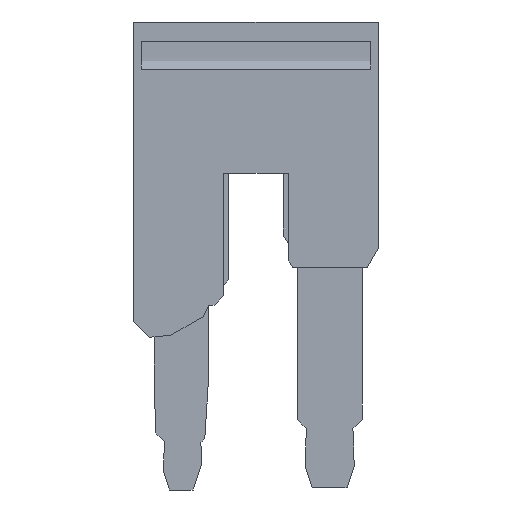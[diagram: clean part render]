
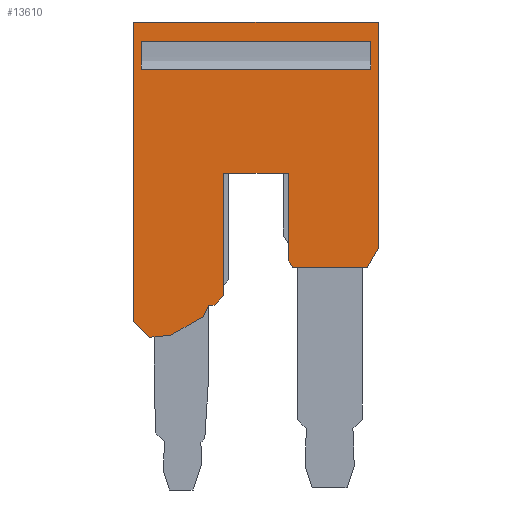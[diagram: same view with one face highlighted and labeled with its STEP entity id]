
A CAD part, front view. The second image highlights one B-rep face of the part: STEP entity #13610.
In plain terms, the highlighted face is planar.
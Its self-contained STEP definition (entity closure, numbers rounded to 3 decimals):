
#670=CARTESIAN_POINT('',(2.407,-5.485,
53.36));
#680=VERTEX_POINT('',#670);
#710=CARTESIAN_POINT('',(2.407,-5.485,47.075));
#720=DIRECTION('',(0.,0.,-1.));
#730=VECTOR('',#720,1.);
#740=LINE('',#710,#730);
#750=CARTESIAN_POINT('',(2.407,-5.485,
59.41));
#760=VERTEX_POINT('',#750);
#770=EDGE_CURVE('',#760,#680,#740,.T.);
#1780=CARTESIAN_POINT('',(2.407,-17.859,
52.46));
#1790=VERTEX_POINT('',#1780);
#1820=CARTESIAN_POINT('',(2.407,-23.244,47.075))
;
#1830=DIRECTION('',(0.,-0.707,-0.707));
#1840=VECTOR('',#1830,1.);
#1850=LINE('',#1820,#1840);
#1860=CARTESIAN_POINT('',(2.407,-16.959,
53.36));
#1870=VERTEX_POINT('',#1860);
#1880=EDGE_CURVE('',#1870,#1790,#1850,.T.);
#2150=CARTESIAN_POINT('',(2.407,4.275,
67.135));
#2160=VERTEX_POINT('',#2150);
#2320=CARTESIAN_POINT('',(2.407,6.89,
67.135));
#2330=VERTEX_POINT('',#2320);
#2360=CARTESIAN_POINT('',(2.407,-12.305,67.135))
;
#2370=DIRECTION('',(0.,1.,0.));
#2380=VECTOR('',#2370,1.);
#2390=LINE('',#2360,#2380);
#2400=EDGE_CURVE('',#2160,#2330,#2390,.T.);
#2610=CARTESIAN_POINT('',(2.407,8.69,
44.935));
#2620=VERTEX_POINT('',#2610);
#2670=CARTESIAN_POINT('',(2.407,-12.305,44.935))
;
#2680=DIRECTION('',(0.,-1.,0.));
#2690=VECTOR('',#2680,1.);
#2700=LINE('',#2670,#2690);
#2710=CARTESIAN_POINT('',(2.407,-19.349,
44.935));
#2720=VERTEX_POINT('',#2710);
#2730=EDGE_CURVE('',#2620,#2720,#2700,.T.);
#4500=CARTESIAN_POINT('',(2.407,-12.305,53.36))
;
#4510=DIRECTION('',(0.,-1.,0.));
#4520=VECTOR('',#4510,1.);
#4530=LINE('',#4500,#4520);
#4540=EDGE_CURVE('',#680,#1870,#4530,.T.);
#5630=CARTESIAN_POINT('',(2.407,6.89,
45.635));
#5640=VERTEX_POINT('',#5630);
#5670=CARTESIAN_POINT('',(2.407,6.89,47.075));
#5680=DIRECTION('',(0.,0.,-1.));
#5690=VECTOR('',#5680,1.);
#5700=LINE('',#5670,#5690);
#5710=EDGE_CURVE('',#2330,#5640,#5700,.T.);
#7490=CARTESIAN_POINT('',(2.407,-12.518,
67.835));
#7500=VERTEX_POINT('',#7490);
#7530=CARTESIAN_POINT('',(2.407,-12.305,67.835))
;
#7540=DIRECTION('',(0.,1.,0.));
#7550=VECTOR('',#7540,1.);
#7560=LINE('',#7530,#7550);
#7570=CARTESIAN_POINT('',(2.407,8.69,
67.835));
#7580=VERTEX_POINT('',#7570);
#7590=EDGE_CURVE('',#7500,#7580,#7560,.T.);
#7860=CARTESIAN_POINT('',(2.407,4.275,
45.635));
#7870=VERTEX_POINT('',#7860);
#7900=CARTESIAN_POINT('',(2.407,-12.305,45.635))
;
#7910=DIRECTION('',(0.,-1.,0.));
#7920=VECTOR('',#7910,1.);
#7930=LINE('',#7900,#7920);
#7940=EDGE_CURVE('',#5640,#7870,#7930,.T.);
#8550=CARTESIAN_POINT('',(2.407,-17.859,
51.935));
#8560=VERTEX_POINT('',#8550);
#8730=CARTESIAN_POINT('',(2.407,-18.9,
51.458));
#8740=VERTEX_POINT('',#8730);
#8770=CARTESIAN_POINT('',(2.407,-12.305,54.481))
;
#8780=DIRECTION('',(0.,0.909,0.417));
#8790=VECTOR('',#8780,1.);
#8800=LINE('',#8770,#8790);
#8810=EDGE_CURVE('',#8740,#8560,#8800,.T.);
#9560=CARTESIAN_POINT('',(2.407,-17.859,47.075))
;
#9570=DIRECTION('',(0.,0.,1.));
#9580=VECTOR('',#9570,1.);
#9590=LINE('',#9560,#9580);
#9600=EDGE_CURVE('',#8560,#1790,#9590,.T.);
#9900=CARTESIAN_POINT('',(2.407,-20.67,
48.393));
#9910=VERTEX_POINT('',#9900);
#9940=CARTESIAN_POINT('',(2.407,-21.431,47.075))
;
#9950=DIRECTION('',(0.,0.5,0.866));
#9960=VECTOR('',#9950,1.);
#9970=LINE('',#9940,#9960);
#9980=EDGE_CURVE('',#9910,#8740,#9970,.T.);
#10160=CARTESIAN_POINT('',(2.407,8.69,47.075))
;
#10170=DIRECTION('',(0.,0.,1.));
#10180=VECTOR('',#10170,1.);
#10190=LINE('',#10160,#10180);
#10200=EDGE_CURVE('',#2620,#7580,#10190,.T.);
#10640=CARTESIAN_POINT('',(2.407,-12.305,59.41)
);
#10650=DIRECTION('',(0.,1.,0.));
#10660=VECTOR('',#10650,1.);
#10670=LINE('',#10640,#10660);
#10680=CARTESIAN_POINT('',(2.407,-13.601,
59.41));
#10690=VERTEX_POINT('',#10680);
#10700=EDGE_CURVE('',#10690,#760,#10670,.T.);
#11130=CARTESIAN_POINT('',(2.407,4.275,47.075))
;
#11140=DIRECTION('',(0.,0.,1.));
#11150=VECTOR('',#11140,1.);
#11160=LINE('',#11130,#11150);
#11170=EDGE_CURVE('',#7870,#2160,#11160,.T.);
#11980=CARTESIAN_POINT('',(2.407,-14.31,
66.8));
#11990=VERTEX_POINT('',#11980);
#12140=CARTESIAN_POINT('',(2.407,-14.31,
59.82));
#12150=VERTEX_POINT('',#12140);
#12180=CARTESIAN_POINT('',(2.407,-14.31,47.075)
);
#12190=DIRECTION('',(0.,0.,1.));
#12200=VECTOR('',#12190,1.);
#12210=LINE('',#12180,#12200);
#12220=EDGE_CURVE('',#12150,#11990,#12210,.T.);
#13000=CARTESIAN_POINT('',(2.407,-12.305,58.662)
);
#13010=DIRECTION('',(0.,0.866,-0.5));
#13020=VECTOR('',#13010,1.);
#13030=LINE('',#13000,#13020);
#13040=EDGE_CURVE('',#12150,#10690,#13030,.T.);
#13160=CARTESIAN_POINT('',(2.407,1.043,
49.692));
#13170=DIRECTION('',(-1.,0.,0.));
#13180=DIRECTION('',(0.,-1.,0.));
#13190=AXIS2_PLACEMENT_3D('',#13160,#13170,#13180);
#13200=PLANE('',#13190);
#13210=ORIENTED_EDGE('',*,*,#12220,.T.);
#13220=ORIENTED_EDGE('',*,*,#13040,.F.);
#13230=ORIENTED_EDGE('',*,*,#10700,.F.);
#13240=ORIENTED_EDGE('',*,*,#770,.F.);
#13250=ORIENTED_EDGE('',*,*,#4540,.F.);
#13260=ORIENTED_EDGE('',*,*,#1880,.F.);
#13270=ORIENTED_EDGE('',*,*,#9600,.T.);
#13280=ORIENTED_EDGE('',*,*,#8810,.T.);
#13290=ORIENTED_EDGE('',*,*,#9980,.T.);
#13300=CARTESIAN_POINT('',(2.407,-20.79,47.075)
);
#13310=DIRECTION('',(0.,0.091,0.996));
#13320=VECTOR('',#13310,1.);
#13330=LINE('',#13300,#13320);
#13340=CARTESIAN_POINT('',(2.407,-20.849,
46.435));
#13350=VERTEX_POINT('',#13340);
#13360=EDGE_CURVE('',#13350,#9910,#13330,.T.);
#13370=ORIENTED_EDGE('',*,*,#13360,.T.);
#13380=CARTESIAN_POINT('',(2.407,-21.489,47.075)
);
#13390=DIRECTION('',(0.,0.707,-0.707));
#13400=VECTOR('',#13390,1.);
#13410=LINE('',#13380,#13400);
#13420=EDGE_CURVE('',#13350,#2720,#13410,.T.);
#13430=ORIENTED_EDGE('',*,*,#13420,.F.);
#13440=ORIENTED_EDGE('',*,*,#2730,.T.);
#13450=ORIENTED_EDGE('',*,*,#10200,.F.);
#13460=ORIENTED_EDGE('',*,*,#7590,.T.);
#13470=CARTESIAN_POINT('',(2.407,-12.305,67.958)
);
#13480=DIRECTION('',(0.,0.866,0.5));
#13490=VECTOR('',#13480,1.);
#13500=LINE('',#13470,#13490);
#13510=EDGE_CURVE('',#11990,#7500,#13500,.T.);
#13520=ORIENTED_EDGE('',*,*,#13510,.T.);
#13530=EDGE_LOOP('',(#13520,#13460,#13450,#13440,#13430,#13370,#13290,
#13280,#13270,#13260,#13250,#13240,#13230,#13220,#13210));
#13540=FACE_OUTER_BOUND('',#13530,.T.);
#13550=ORIENTED_EDGE('',*,*,#7940,.F.);
#13560=ORIENTED_EDGE('',*,*,#11170,.F.);
#13570=ORIENTED_EDGE('',*,*,#2400,.F.);
#13580=ORIENTED_EDGE('',*,*,#5710,.F.);
#13590=EDGE_LOOP('',(#13580,#13570,#13560,#13550));
#13600=FACE_BOUND('',#13590,.T.);
#13610=ADVANCED_FACE('',(#13540,#13600),#13200,.T.);
